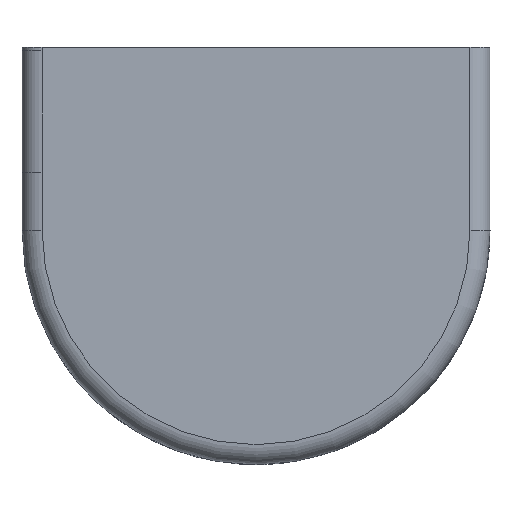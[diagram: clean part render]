
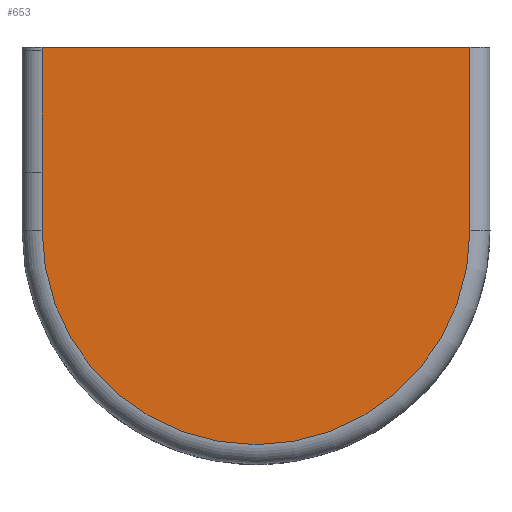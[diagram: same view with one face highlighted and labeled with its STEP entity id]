
A CAD part, left-side view. The second image highlights one B-rep face of the part: STEP entity #653.
In plain terms, the highlighted planar face has unit normal (-1, 0, 0).
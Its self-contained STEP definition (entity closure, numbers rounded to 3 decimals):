
#71=FACE_OUTER_BOUND('',#115,.T.);
#115=EDGE_LOOP('',(#527,#528,#529,#530,#531,#532));
#189=LINE('',#978,#215);
#196=LINE('',#1250,#222);
#197=LINE('',#1258,#223);
#199=LINE('',#1266,#225);
#215=VECTOR('',#744,10.);
#222=VECTOR('',#763,10.);
#223=VECTOR('',#774,10.);
#225=VECTOR('',#786,10.);
#246=CIRCLE('',#700,48.);
#248=CIRCLE('',#704,32.);
#264=VERTEX_POINT('',#861);
#272=VERTEX_POINT('',#967);
#292=VERTEX_POINT('',#1244);
#294=VERTEX_POINT('',#1248);
#296=VERTEX_POINT('',#1254);
#297=VERTEX_POINT('',#1261);
#332=EDGE_CURVE('',#264,#272,#189,.T.);
#359=EDGE_CURVE('',#292,#294,#196,.T.);
#362=EDGE_CURVE('',#272,#296,#246,.T.);
#363=EDGE_CURVE('',#296,#292,#197,.T.);
#366=EDGE_CURVE('',#294,#297,#248,.T.);
#368=EDGE_CURVE('',#297,#264,#199,.T.);
#527=ORIENTED_EDGE('',*,*,#332,.T.);
#528=ORIENTED_EDGE('',*,*,#362,.T.);
#529=ORIENTED_EDGE('',*,*,#363,.T.);
#530=ORIENTED_EDGE('',*,*,#359,.T.);
#531=ORIENTED_EDGE('',*,*,#366,.T.);
#532=ORIENTED_EDGE('',*,*,#368,.T.);
#627=PLANE('',#716);
#653=ADVANCED_FACE('',(#71),#627,.T.);
#700=AXIS2_PLACEMENT_3D('',#1256,#770,#771);
#704=AXIS2_PLACEMENT_3D('',#1263,#780,#781);
#716=AXIS2_PLACEMENT_3D('',#1484,#808,#809);
#744=DIRECTION('',(0.,1.,0.));
#763=DIRECTION('',(0.,0.,-1.));
#770=DIRECTION('center_axis',(1.,0.,0.));
#771=DIRECTION('ref_axis',(0.,-0.957,0.289));
#774=DIRECTION('',(0.,0.,-1.));
#780=DIRECTION('center_axis',(-1.,0.,0.));
#781=DIRECTION('ref_axis',(0.,0.,-1.));
#786=DIRECTION('',(0.,0.,1.));
#808=DIRECTION('center_axis',(-1.,0.,0.));
#809=DIRECTION('ref_axis',(0.,0.,1.));
#861=CARTESIAN_POINT('',(82.952,329.,-527.57));
#967=CARTESIAN_POINT('',(82.952,393.003,-527.57));
#978=CARTESIAN_POINT('',(82.952,378.46,-527.57));
#1244=CARTESIAN_POINT('',(82.952,393.,-546.273));
#1248=CARTESIAN_POINT('',(82.952,393.,-555.));
#1250=CARTESIAN_POINT('',(82.952,393.,-526.777));
#1254=CARTESIAN_POINT('',(82.952,393.,-528.066));
#1256=CARTESIAN_POINT('Origin',(82.952,441.,-528.066));
#1258=CARTESIAN_POINT('',(82.952,393.,-522.413));
#1261=CARTESIAN_POINT('',(82.952,329.,-555.));
#1263=CARTESIAN_POINT('Origin',(82.952,361.,-555.));
#1266=CARTESIAN_POINT('',(82.952,329.,-430.018));
#1484=CARTESIAN_POINT('Origin',(82.952,368.965,-498.553));
